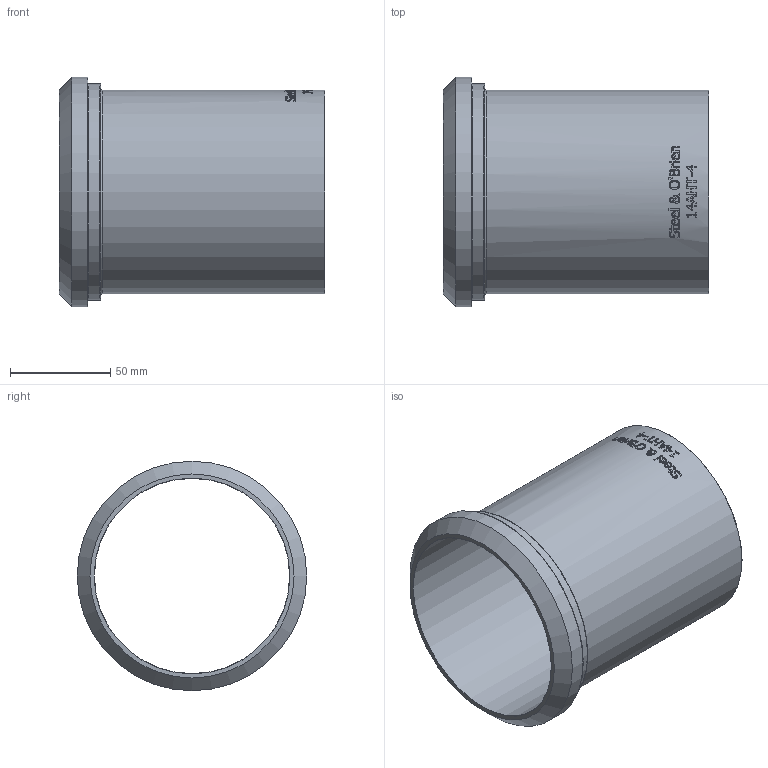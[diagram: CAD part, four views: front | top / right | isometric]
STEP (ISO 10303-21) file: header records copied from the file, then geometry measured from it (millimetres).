
FILE_DESCRIPTION(/* description */ (''),/* implementation_level */ '2;1');
FILE_NAME(/* name */ '14AHT-4.stp',/* time_stamp */ '2021-08-30T16:29:33-04:00',/* author */ ('rick'),/* organization */ (''),/* preprocessor_version */ 'ST-DEVELOPER v18',/* originating_system */ 'Autodesk Inventor 2020',/* authorisation */ '');
FILE_SCHEMA (('AUTOMOTIVE_DESIGN { 1 0 10303 214 3 1 1 }'));
Length unit declared in the file: inch
Products named in the file (1): 14AHT-4
Bounding box: 132.54 x 114.5 x 114.5 mm (x, y, z)
Volume: 118509.3 mm3; surface area: 87593.1 mm2
Topology: 1 solids, 1 shells, 321 faces, 870 edges, 585 vertices
Faces by surface type: plane 157, bspline 120, cylinder 36, torus 7, cone 1
Full cylindrical faces by diameter (mm): 97.384 x1, 101.6 x1, 108.153 x1, 114.503 x1
Entity records: 12623 total; most frequent: CARTESIAN_POINT 5035, ORIENTED_EDGE 1740, DIRECTION 1258, EDGE_CURVE 870, VERTEX_POINT 585, AXIS2_PLACEMENT_3D 426, LINE 406, VECTOR 406
